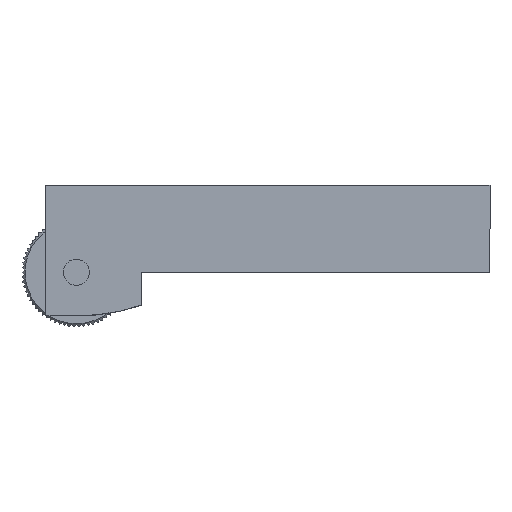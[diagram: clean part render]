
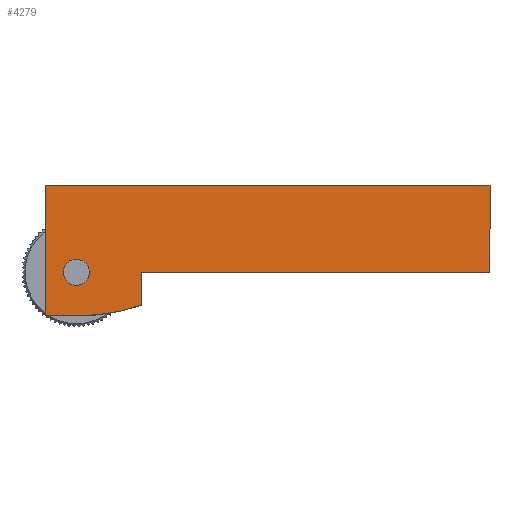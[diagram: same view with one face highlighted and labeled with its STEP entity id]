
A CAD part, top view. The second image highlights one B-rep face of the part: STEP entity #4279.
In plain terms, the highlighted face is planar.
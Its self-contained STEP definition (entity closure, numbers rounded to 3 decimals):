
#318=FACE_BOUND('',#730,.T.);
#327=PLANE('',#4603);
#487=FACE_OUTER_BOUND('',#729,.T.);
#729=EDGE_LOOP('',(#2811,#2812,#2813,#2814,#2815,#2816,#2817));
#730=EDGE_LOOP('',(#2818));
#975=LINE('',#6082,#1226);
#982=LINE('',#6095,#1233);
#983=LINE('',#6097,#1234);
#984=LINE('',#6101,#1235);
#985=LINE('',#6103,#1236);
#986=LINE('',#6104,#1237);
#1226=VECTOR('',#5026,10.);
#1233=VECTOR('',#5035,10.);
#1234=VECTOR('',#5036,10.);
#1235=VECTOR('',#5039,10.);
#1236=VECTOR('',#5040,10.);
#1237=VECTOR('',#5041,10.);
#1472=CIRCLE('',#4595,3.);
#1477=CIRCLE('',#4604,45.);
#1630=VERTEX_POINT('',#6055);
#1641=VERTEX_POINT('',#6080);
#1642=VERTEX_POINT('',#6081);
#1647=VERTEX_POINT('',#6094);
#1648=VERTEX_POINT('',#6096);
#1649=VERTEX_POINT('',#6098);
#1650=VERTEX_POINT('',#6100);
#1651=VERTEX_POINT('',#6102);
#2095=EDGE_CURVE('',#1630,#1630,#1472,.T.);
#2106=EDGE_CURVE('',#1641,#1642,#975,.T.);
#2113=EDGE_CURVE('',#1641,#1647,#982,.T.);
#2114=EDGE_CURVE('',#1647,#1648,#983,.T.);
#2115=EDGE_CURVE('',#1648,#1649,#1477,.T.);
#2116=EDGE_CURVE('',#1649,#1650,#984,.T.);
#2117=EDGE_CURVE('',#1650,#1651,#985,.T.);
#2118=EDGE_CURVE('',#1642,#1651,#986,.T.);
#2811=ORIENTED_EDGE('',*,*,#2113,.T.);
#2812=ORIENTED_EDGE('',*,*,#2114,.T.);
#2813=ORIENTED_EDGE('',*,*,#2115,.T.);
#2814=ORIENTED_EDGE('',*,*,#2116,.T.);
#2815=ORIENTED_EDGE('',*,*,#2117,.T.);
#2816=ORIENTED_EDGE('',*,*,#2118,.F.);
#2817=ORIENTED_EDGE('',*,*,#2106,.F.);
#2818=ORIENTED_EDGE('',*,*,#2095,.F.);
#4279=ADVANCED_FACE('',(#487,#318),#327,.T.);
#4595=AXIS2_PLACEMENT_3D('',#6056,#5004,#5005);
#4603=AXIS2_PLACEMENT_3D('',#6093,#5033,#5034);
#4604=AXIS2_PLACEMENT_3D('',#6099,#5037,#5038);
#5004=DIRECTION('center_axis',(0.,1.,0.));
#5005=DIRECTION('ref_axis',(-1.,0.,0.));
#5026=DIRECTION('',(1.,0.,0.));
#5033=DIRECTION('center_axis',(0.,1.,0.));
#5034=DIRECTION('ref_axis',(0.,0.,1.));
#5035=DIRECTION('',(0.,0.,1.));
#5036=DIRECTION('',(1.,0.,0.));
#5037=DIRECTION('center_axis',(0.,1.,0.));
#5038=DIRECTION('ref_axis',(0.329,0.,0.944));
#5039=DIRECTION('',(0.,0.,-1.));
#5040=DIRECTION('',(1.,0.,0.));
#5041=DIRECTION('',(0.,0.,1.));
#6055=CARTESIAN_POINT('',(-12.,10.,10.));
#6056=CARTESIAN_POINT('Origin',(-15.,10.,10.));
#6080=CARTESIAN_POINT('',(-22.,10.,-10.));
#6081=CARTESIAN_POINT('',(80.,10.,-10.));
#6082=CARTESIAN_POINT('',(0.,10.,-10.));
#6093=CARTESIAN_POINT('Origin',(0.,10.,-10.));
#6094=CARTESIAN_POINT('',(-22.,10.,20.));
#6095=CARTESIAN_POINT('',(-22.,10.,20.));
#6096=CARTESIAN_POINT('',(-15.,10.,20.));
#6097=CARTESIAN_POINT('',(-15.,10.,20.));
#6098=CARTESIAN_POINT('',(0.,10.,17.5));
#6099=CARTESIAN_POINT('Origin',(-14.792,10.,-25.));
#6100=CARTESIAN_POINT('',(0.,10.,10.));
#6101=CARTESIAN_POINT('',(0.,10.,-10.));
#6102=CARTESIAN_POINT('',(80.,10.,10.));
#6103=CARTESIAN_POINT('',(0.,10.,10.));
#6104=CARTESIAN_POINT('',(80.,10.,-5.));
